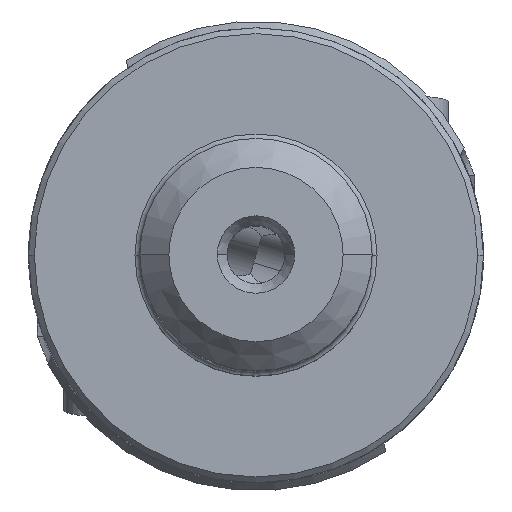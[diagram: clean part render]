
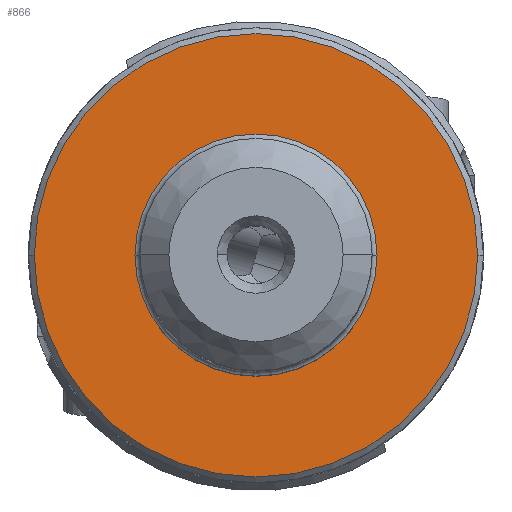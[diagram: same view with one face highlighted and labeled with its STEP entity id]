
A CAD part, top view. The second image highlights one B-rep face of the part: STEP entity #866.
In plain terms, the highlighted planar face has unit normal (0, 0, 1).
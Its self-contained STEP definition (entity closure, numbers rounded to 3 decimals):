
#866=ADVANCED_FACE('',(#1108,#1109),#1063,.T.);
#1063=PLANE('',#3764);
#1108=FACE_BOUND('',#1132,.T.);
#1109=FACE_BOUND('',#1133,.T.);
#1132=EDGE_LOOP('',(#1341,#1342));
#1133=EDGE_LOOP('',(#1343,#1344));
#1341=ORIENTED_EDGE('',*,*,#2837,.F.);
#1342=ORIENTED_EDGE('',*,*,#2838,.F.);
#1343=ORIENTED_EDGE('',*,*,#2839,.F.);
#1344=ORIENTED_EDGE('',*,*,#2840,.F.);
#2463=VERTEX_POINT('',#5224);
#2464=VERTEX_POINT('',#5225);
#2465=VERTEX_POINT('',#5228);
#2466=VERTEX_POINT('',#5229);
#2837=EDGE_CURVE('',#2463,#2464,#3398,.T.);
#2838=EDGE_CURVE('',#2464,#2463,#3399,.T.);
#2839=EDGE_CURVE('',#2465,#2466,#3400,.T.);
#2840=EDGE_CURVE('',#2466,#2465,#3401,.T.);
#3398=CIRCLE('',#3760,11.45);
#3399=CIRCLE('',#3761,11.45);
#3400=CIRCLE('',#3762,6.25);
#3401=CIRCLE('',#3763,6.25);
#3760=AXIS2_PLACEMENT_3D('',#5223,#4217,#4218);
#3761=AXIS2_PLACEMENT_3D('',#5226,#4219,#4220);
#3762=AXIS2_PLACEMENT_3D('',#5227,#4221,#4222);
#3763=AXIS2_PLACEMENT_3D('',#5230,#4223,#4224);
#3764=AXIS2_PLACEMENT_3D('',#5231,#4225,#4226);
#4217=DIRECTION('',(0.,0.,-1.));
#4218=DIRECTION('',(-1.,0.,0.));
#4219=DIRECTION('',(0.,0.,-1.));
#4220=DIRECTION('',(1.,0.,0.));
#4221=DIRECTION('',(0.,0.,1.));
#4222=DIRECTION('',(1.,0.,0.));
#4223=DIRECTION('',(0.,0.,1.));
#4224=DIRECTION('',(-1.,0.,0.));
#4225=DIRECTION('',(0.,0.,1.));
#4226=DIRECTION('',(1.,0.,0.));
#5223=CARTESIAN_POINT('',(0.,0.,0.));
#5224=CARTESIAN_POINT('',(-11.45,0.,0.));
#5225=CARTESIAN_POINT('',(11.45,0.,0.));
#5226=CARTESIAN_POINT('',(0.,0.,0.));
#5227=CARTESIAN_POINT('',(0.,0.,0.));
#5228=CARTESIAN_POINT('',(6.25,0.,0.));
#5229=CARTESIAN_POINT('',(-6.25,0.,0.));
#5230=CARTESIAN_POINT('',(0.,0.,0.));
#5231=CARTESIAN_POINT('',(0.,0.,0.));
